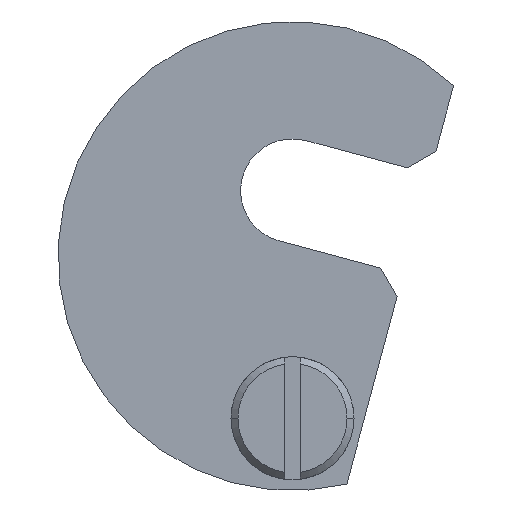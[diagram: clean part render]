
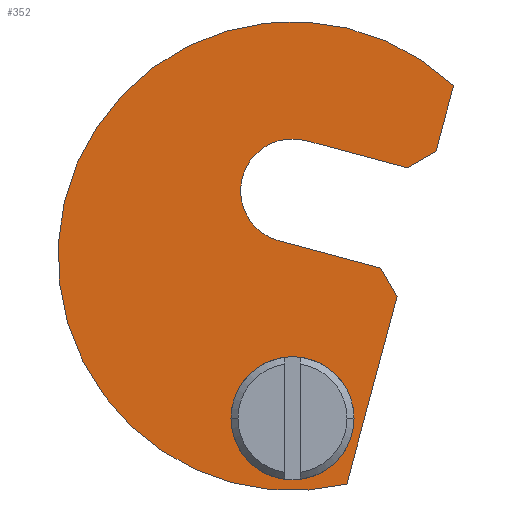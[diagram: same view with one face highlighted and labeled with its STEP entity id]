
A CAD part, front view. The second image highlights one B-rep face of the part: STEP entity #352.
In plain terms, the highlighted planar face has unit normal (0, -1, 0).
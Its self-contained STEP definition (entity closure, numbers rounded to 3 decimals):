
#226=EDGE_CURVE('',#492,#322,#604,.T.);
#250=VERTEX_POINT('',#633);
#256=EDGE_CURVE('',#434,#250,#639,.T.);
#320=EDGE_CURVE('',#336,#434,#708,.T.);
#322=VERTEX_POINT('',#710);
#326=EDGE_CURVE('',#384,#336,#714,.T.);
#336=VERTEX_POINT('',#724);
#352=ADVANCED_FACE('',(#742,#743),#744,.T.);
#376=VERTEX_POINT('',#772);
#380=EDGE_CURVE('',#428,#384,#776,.T.);
#384=VERTEX_POINT('',#780);
#398=EDGE_CURVE('',#250,#376,#795,.T.);
#412=EDGE_CURVE('',#462,#428,#811,.T.);
#428=VERTEX_POINT('',#828);
#434=VERTEX_POINT('',#836);
#440=EDGE_CURVE('',#498,#462,#842,.T.);
#462=VERTEX_POINT('',#867);
#490=EDGE_CURVE('',#550,#498,#897,.T.);
#492=VERTEX_POINT('',#899);
#498=VERTEX_POINT('',#905);
#500=EDGE_CURVE('',#322,#492,#907,.T.);
#540=EDGE_CURVE('',#376,#550,#953,.T.);
#550=VERTEX_POINT('',#964);
#604=CIRCLE('',#1021,8.);
#633=CARTESIAN_POINT('',(7.061,-11.8,-8.571));
#639=CIRCLE('',#1063,30.5);
#708=CIRCLE('',#1158,30.5);
#710=CARTESIAN_POINT('',(-8.,-11.8,0.));
#714=LINE('',#1165,#1166);
#724=CARTESIAN_POINT('',(20.951,-11.8,43.266));
#742=FACE_BOUND('',#1215,.T.);
#743=FACE_OUTER_BOUND('',#1216,.T.);
#744=PLANE('',#1217);
#772=CARTESIAN_POINT('',(13.607,-11.8,15.86));
#776=LINE('',#1260,#1261);
#780=CARTESIAN_POINT('',(18.654,-11.8,34.696));
#795=LINE('',#1284,#1285);
#811=LINE('',#1305,#1306);
#828=CARTESIAN_POINT('',(14.98,-11.8,32.574));
#836=CARTESIAN_POINT('',(-20.951,-11.8,-1.066));
#842=CIRCLE('',#1348,6.75);
#867=CARTESIAN_POINT('',(1.747,-11.8,36.12));
#897=LINE('',#1439,#1440);
#899=CARTESIAN_POINT('',(8.,-11.8,0.));
#905=CARTESIAN_POINT('',(-1.747,-11.8,23.08));
#907=CIRCLE('',#1453,8.);
#953=LINE('',#1521,#1522);
#964=CARTESIAN_POINT('',(11.486,-11.8,19.534));
#1021=AXIS2_PLACEMENT_3D('',#1592,#1593,#1594);
#1063=AXIS2_PLACEMENT_3D('',#1643,#1644,#1645);
#1158=AXIS2_PLACEMENT_3D('',#1717,#1718,#1719);
#1165=CARTESIAN_POINT('',(18.654,-11.8,34.696));
#1166=VECTOR('',#1720,1.0);
#1215=EDGE_LOOP('',(#1746,#1747));
#1216=EDGE_LOOP('',(#1748,#1749,#1750,#1751,#1752,#1753,#1754,#1755,#1756));
#1217=AXIS2_PLACEMENT_3D('',#1757,#1758,#1759);
#1260=CARTESIAN_POINT('',(14.98,-11.8,32.574));
#1261=VECTOR('',#1801,1.0);
#1284=CARTESIAN_POINT('',(7.061,-11.8,-8.571));
#1285=VECTOR('',#1814,1.0);
#1305=CARTESIAN_POINT('',(1.747,-11.8,36.12));
#1306=VECTOR('',#1833,1.0);
#1348=AXIS2_PLACEMENT_3D('',#1877,#1878,#1879);
#1439=CARTESIAN_POINT('',(11.486,-11.8,19.534));
#1440=VECTOR('',#1937,1.0);
#1453=AXIS2_PLACEMENT_3D('',#1939,#1940,#1941);
#1521=CARTESIAN_POINT('',(13.607,-11.8,15.86));
#1522=VECTOR('',#2004,1.0);
#1592=CARTESIAN_POINT('',(0.,-11.8,0.));
#1593=DIRECTION('',(0.0,1.0,0.0));
#1594=DIRECTION('',(1.0,0.0,0.));
#1643=CARTESIAN_POINT('',(0.,-11.8,21.1));
#1644=DIRECTION('',(0.0,-1.0,0.0));
#1645=DIRECTION('',(0.687,0.0,0.727));
#1717=CARTESIAN_POINT('',(0.,-11.8,21.1));
#1718=DIRECTION('',(0.0,-1.0,0.0));
#1719=DIRECTION('',(0.687,0.0,0.727));
#1720=DIRECTION('',(0.259,0.0,0.966));
#1746=ORIENTED_EDGE('',*,*,#226,.T.);
#1747=ORIENTED_EDGE('',*,*,#500,.T.);
#1748=ORIENTED_EDGE('',*,*,#320,.T.);
#1749=ORIENTED_EDGE('',*,*,#256,.T.);
#1750=ORIENTED_EDGE('',*,*,#398,.T.);
#1751=ORIENTED_EDGE('',*,*,#540,.T.);
#1752=ORIENTED_EDGE('',*,*,#490,.T.);
#1753=ORIENTED_EDGE('',*,*,#440,.T.);
#1754=ORIENTED_EDGE('',*,*,#412,.T.);
#1755=ORIENTED_EDGE('',*,*,#380,.T.);
#1756=ORIENTED_EDGE('',*,*,#326,.T.);
#1757=CARTESIAN_POINT('',(-2.728,-11.8,23.301));
#1758=DIRECTION('',(0.0,-1.0,0.0));
#1759=DIRECTION('',(1.0,0.0,0.0));
#1801=DIRECTION('',(0.866,0.0,0.5));
#1814=DIRECTION('',(0.259,0.0,0.966));
#1833=DIRECTION('',(0.966,0.0,-0.259));
#1877=CARTESIAN_POINT('',(0.,-11.8,29.6));
#1878=DIRECTION('',(0.0,1.0,0.0));
#1879=DIRECTION('',(-0.259,0.0,-0.966));
#1937=DIRECTION('',(-0.966,0.0,0.259));
#1939=CARTESIAN_POINT('',(0.,-11.8,0.));
#1940=DIRECTION('',(0.0,1.0,0.0));
#1941=DIRECTION('',(1.0,0.0,0.));
#2004=DIRECTION('',(-0.5,0.0,0.866));
